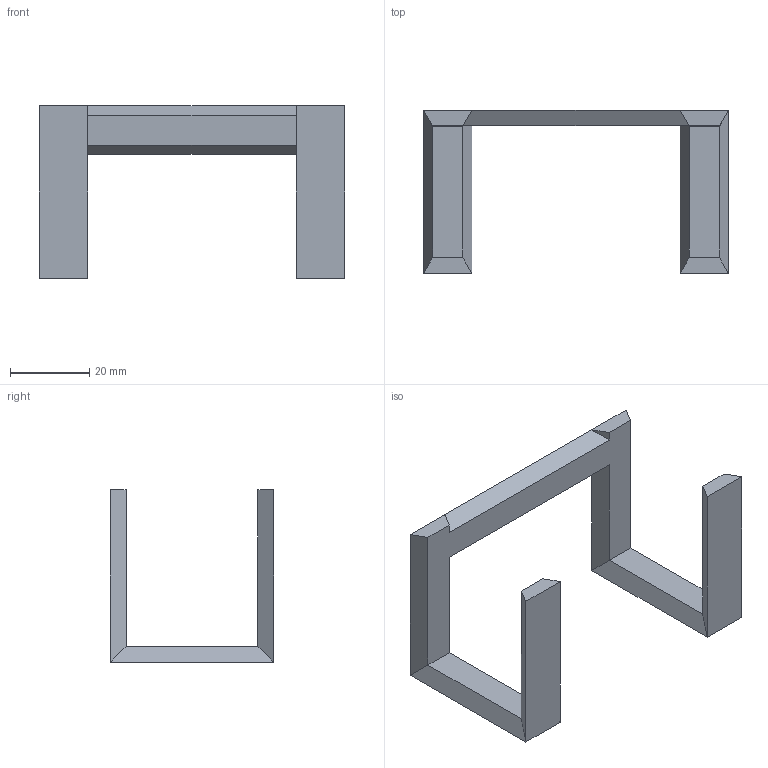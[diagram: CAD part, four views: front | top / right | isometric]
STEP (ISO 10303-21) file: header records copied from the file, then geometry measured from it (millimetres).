
FILE_DESCRIPTION(/* description */ (''),/* implementation_level */ '2;1');
FILE_NAME(/* name */ 'HexWeaponGuard.ipt.step',/* time_stamp */ '2024-02-27T11:29:23-06:00',/* author */ ('smz3rm'),/* organization */ (''),/* preprocessor_version */ 'ST-DEVELOPER v18',/* originating_system */ 'Autodesk Inventor 2020',/* authorisation */ '');
FILE_SCHEMA (('AUTOMOTIVE_DESIGN { 1 0 10303 214 3 1 1 }'));
Length unit declared in the file: millimetre
Products named in the file (1): HexWeaponGuard
Bounding box: 77.09 x 41.31 x 43.5 mm (x, y, z)
Volume: 11814.5 mm3; surface area: 8746.5 mm2
Topology: 1 solids, 1 shells, 30 faces, 66 edges, 38 vertices
Faces by surface type: plane 30
Entity records: 827 total; most frequent: CARTESIAN_POINT 135, ORIENTED_EDGE 132, DIRECTION 128, LINE 66, VECTOR 66, EDGE_CURVE 66, VERTEX_POINT 38, AXIS2_PLACEMENT_3D 31
